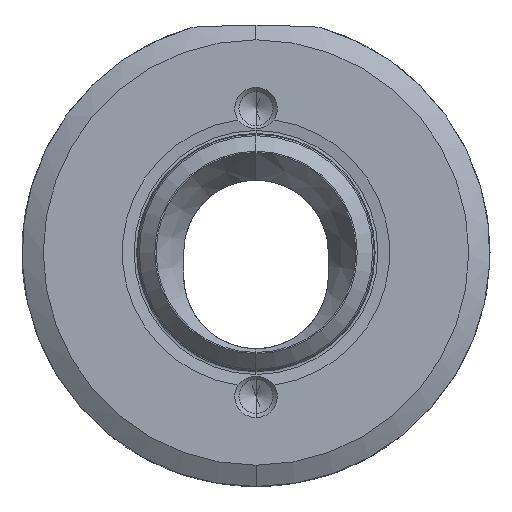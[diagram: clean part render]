
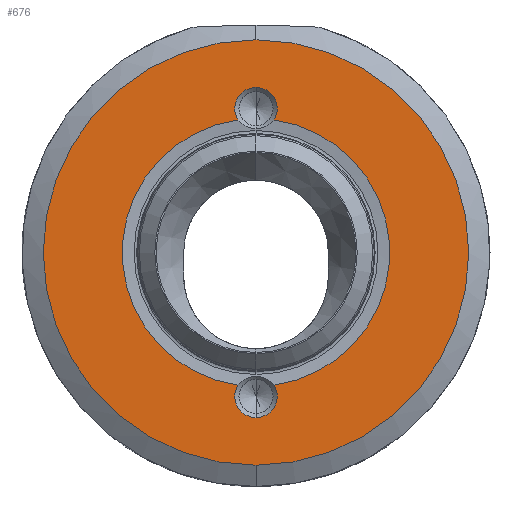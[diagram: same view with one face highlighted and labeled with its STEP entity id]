
A CAD part, left-side view. The second image highlights one B-rep face of the part: STEP entity #676.
In plain terms, the highlighted planar face has unit normal (-1, 0, 0).
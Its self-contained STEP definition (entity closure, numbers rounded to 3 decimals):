
#7 = DIRECTION ( 'NONE',  ( 0., 0., 1. ) ) ;
#97 = CARTESIAN_POINT ( 'NONE',  ( 0., 0., 16.9 ) ) ;
#239 = FACE_OUTER_BOUND ( 'NONE', #2054, .T. ) ;
#264 = EDGE_CURVE ( 'NONE', #3354, #1670, #1380, .T. ) ;
#479 = CARTESIAN_POINT ( 'NONE',  ( 0., -2.118, 15.572 ) ) ;
#518 = DIRECTION ( 'NONE',  ( -1., 0., 0. ) ) ;
#561 = DIRECTION ( 'NONE',  ( 0., 0., 1. ) ) ;
#589 = VERTEX_POINT ( 'NONE', #2529 ) ;
#619 = CARTESIAN_POINT ( 'NONE',  ( 0., -2.118, -15.572 ) ) ;
#676 = ADVANCED_FACE ( 'NONE', ( #2403, #239 ), #4618, .F. ) ;
#726 = VERTEX_POINT ( 'NONE', #3924 ) ;
#1034 = ORIENTED_EDGE ( 'NONE', *, *, #1729, .F. ) ;
#1304 = CIRCLE ( 'NONE', #2254, 2.5 ) ;
#1342 = AXIS2_PLACEMENT_3D ( 'NONE', #2352, #5243, #2783 ) ;
#1353 = EDGE_CURVE ( 'NONE', #1670, #4186, #1304, .T. ) ;
#1380 = CIRCLE ( 'NONE', #4070, 15.715 ) ;
#1442 = CARTESIAN_POINT ( 'NONE',  ( 0., 0., 0. ) ) ;
#1488 = CIRCLE ( 'NONE', #1342, 25. ) ;
#1554 = VERTEX_POINT ( 'NONE', #479 ) ;
#1623 = ORIENTED_EDGE ( 'NONE', *, *, #264, .F. ) ;
#1670 = VERTEX_POINT ( 'NONE', #5094 ) ;
#1710 = CARTESIAN_POINT ( 'NONE',  ( 0., 0., 0. ) ) ;
#1713 = EDGE_CURVE ( 'NONE', #4320, #3354, #4775, .T. ) ;
#1729 = EDGE_CURVE ( 'NONE', #4443, #1554, #2715, .T. ) ;
#1787 = EDGE_CURVE ( 'NONE', #589, #726, #4528, .T. ) ;
#1844 = DIRECTION ( 'NONE',  ( 0., 0., 1. ) ) ;
#2054 = EDGE_LOOP ( 'NONE', ( #5328, #4389 ) ) ;
#2133 = DIRECTION ( 'NONE',  ( 0., 0., 1. ) ) ;
#2143 = CARTESIAN_POINT ( 'NONE',  ( 0., 0., -15.715 ) ) ;
#2170 = ORIENTED_EDGE ( 'NONE', *, *, #1353, .F. ) ;
#2254 = AXIS2_PLACEMENT_3D ( 'NONE', #4983, #2505, #5393 ) ;
#2352 = CARTESIAN_POINT ( 'NONE',  ( 0., 0., 0. ) ) ;
#2396 = ORIENTED_EDGE ( 'NONE', *, *, #1713, .F. ) ;
#2403 = FACE_BOUND ( 'NONE', #2753, .T. ) ;
#2505 = DIRECTION ( 'NONE',  ( -1., 0., 0. ) ) ;
#2529 = CARTESIAN_POINT ( 'NONE',  ( 0., 0., -25. ) ) ;
#2532 = DIRECTION ( 'NONE',  ( 1., 0., 0. ) ) ;
#2546 = DIRECTION ( 'NONE',  ( 0., 0., -1. ) ) ;
#2569 = DIRECTION ( 'NONE',  ( -1., 0., 0. ) ) ;
#2580 = EDGE_CURVE ( 'NONE', #4186, #4443, #2827, .T. ) ;
#2596 = CARTESIAN_POINT ( 'NONE',  ( 0., 0., -19.4 ) ) ;
#2679 = EDGE_CURVE ( 'NONE', #1554, #4320, #2695, .T. ) ;
#2694 = ORIENTED_EDGE ( 'NONE', *, *, #2679, .F. ) ;
#2695 = CIRCLE ( 'NONE', #3493, 2.5 ) ;
#2715 = CIRCLE ( 'NONE', #4208, 15.715 ) ;
#2753 = EDGE_LOOP ( 'NONE', ( #1623, #2396, #2694, #1034, #5138, #2170 ) ) ;
#2783 = DIRECTION ( 'NONE',  ( 0., 0., 1. ) ) ;
#2827 = CIRCLE ( 'NONE', #3549, 2.5 ) ;
#2902 = AXIS2_PLACEMENT_3D ( 'NONE', #2143, #2532, #2546 ) ;
#3055 = CARTESIAN_POINT ( 'NONE',  ( 0., 0., 16.9 ) ) ;
#3087 = DIRECTION ( 'NONE',  ( -1., 0., 0. ) ) ;
#3102 = CARTESIAN_POINT ( 'NONE',  ( 0., 0., 19.4 ) ) ;
#3182 = CARTESIAN_POINT ( 'NONE',  ( 0., 0., 0. ) ) ;
#3354 = VERTEX_POINT ( 'NONE', #5055 ) ;
#3397 = DIRECTION ( 'NONE',  ( -1., 0., 0. ) ) ;
#3407 = DIRECTION ( 'NONE',  ( 0., 0., 1. ) ) ;
#3471 = DIRECTION ( 'NONE',  ( 0., 0., 1. ) ) ;
#3493 = AXIS2_PLACEMENT_3D ( 'NONE', #3055, #518, #3471 ) ;
#3549 = AXIS2_PLACEMENT_3D ( 'NONE', #5041, #2569, #7 ) ;
#3916 = AXIS2_PLACEMENT_3D ( 'NONE', #97, #3087, #561 ) ;
#3924 = CARTESIAN_POINT ( 'NONE',  ( 0., 0., 25. ) ) ;
#4070 = AXIS2_PLACEMENT_3D ( 'NONE', #3182, #3397, #3407 ) ;
#4078 = EDGE_CURVE ( 'NONE', #726, #589, #1488, .T. ) ;
#4186 = VERTEX_POINT ( 'NONE', #2596 ) ;
#4208 = AXIS2_PLACEMENT_3D ( 'NONE', #1442, #4336, #1844 ) ;
#4320 = VERTEX_POINT ( 'NONE', #3102 ) ;
#4336 = DIRECTION ( 'NONE',  ( -1., 0., 0. ) ) ;
#4389 = ORIENTED_EDGE ( 'NONE', *, *, #4078, .T. ) ;
#4443 = VERTEX_POINT ( 'NONE', #619 ) ;
#4528 = CIRCLE ( 'NONE', #4746, 25. ) ;
#4607 = DIRECTION ( 'NONE',  ( -1., 0., 0. ) ) ;
#4618 = PLANE ( 'NONE',  #2902 ) ;
#4746 = AXIS2_PLACEMENT_3D ( 'NONE', #1710, #4607, #2133 ) ;
#4775 = CIRCLE ( 'NONE', #3916, 2.5 ) ;
#4983 = CARTESIAN_POINT ( 'NONE',  ( 0., 0., -16.9 ) ) ;
#5041 = CARTESIAN_POINT ( 'NONE',  ( 0., 0., -16.9 ) ) ;
#5055 = CARTESIAN_POINT ( 'NONE',  ( 0., 2.118, 15.572 ) ) ;
#5094 = CARTESIAN_POINT ( 'NONE',  ( 0., 2.118, -15.572 ) ) ;
#5138 = ORIENTED_EDGE ( 'NONE', *, *, #2580, .F. ) ;
#5243 = DIRECTION ( 'NONE',  ( -1., 0., 0. ) ) ;
#5328 = ORIENTED_EDGE ( 'NONE', *, *, #1787, .T. ) ;
#5393 = DIRECTION ( 'NONE',  ( 0., 0., 1. ) ) ;
